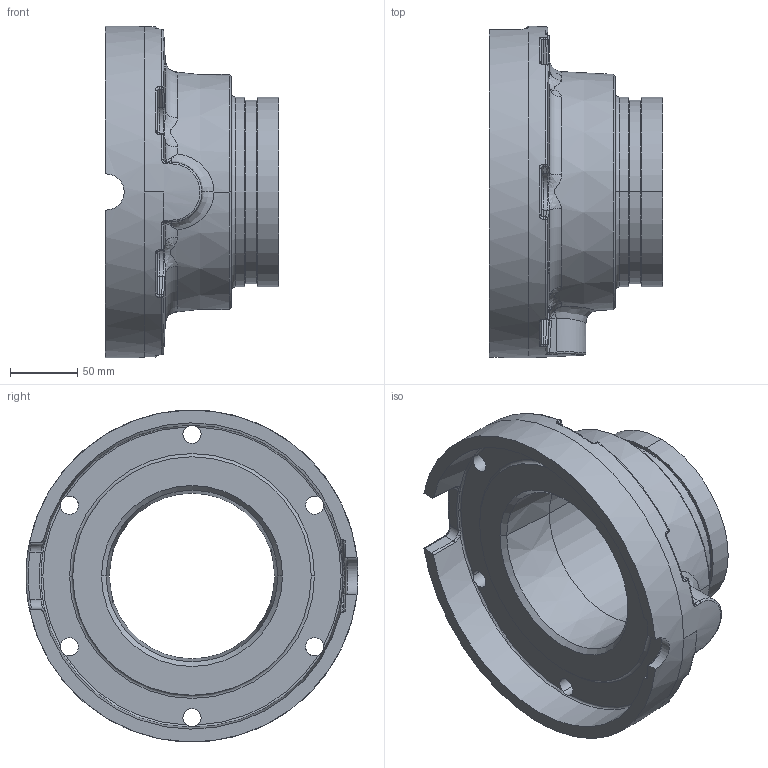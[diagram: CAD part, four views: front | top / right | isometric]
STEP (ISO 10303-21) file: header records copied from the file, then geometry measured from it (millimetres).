
FILE_DESCRIPTION((''),'2;1');
FILE_NAME('5_VIC_00','2012-12-12T',('sobri'),(''),'PRO/ENGINEER BY PARAMETRIC TECHNOLOGY CORPORATION, 2011180','PRO/ENGINEER BY PARAMETRIC TECHNOLOGY CORPORATION, 2011180','');
FILE_SCHEMA(('CONFIG_CONTROL_DESIGN'));
Length unit declared in the file: inch
Products named in the file (1): 5_VIC_00
Bounding box: 129.11 x 247.5 x 247.35 mm (x, y, z)
Surface area: 204488.1 mm2 (no closed solid volume)
Topology: 0 solids, 1 shells, 374 faces, 981 edges, 610 vertices
Faces by surface type: plane 169, bspline 84, cylinder 45, torus 40, cone 24, sphere 12
Entity records: 15114 total; most frequent: CARTESIAN_POINT 6649, ORIENTED_EDGE 1926, DIRECTION 1518, EDGE_CURVE 981, VERTEX_POINT 610, AXIS2_PLACEMENT_3D 571, EDGE_LOOP 395, VECTOR 376
